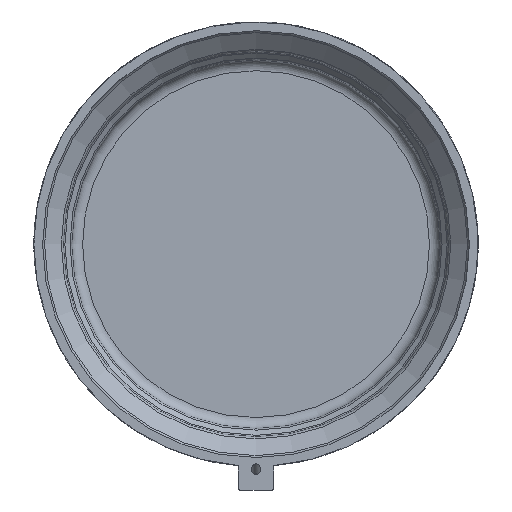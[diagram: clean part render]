
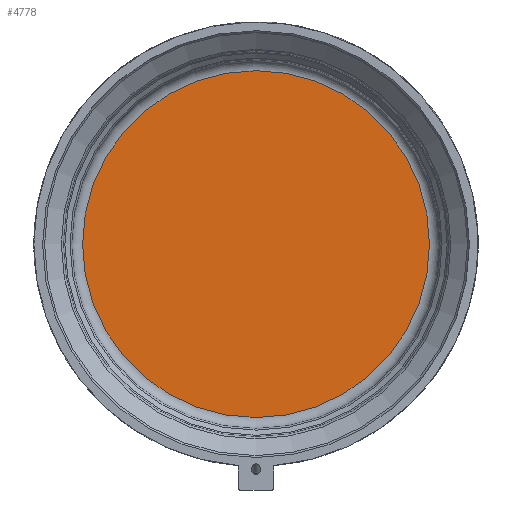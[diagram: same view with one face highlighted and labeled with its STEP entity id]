
A CAD part, front view. The second image highlights one B-rep face of the part: STEP entity #4778.
In plain terms, the highlighted planar face has unit normal (0, -1, 0).
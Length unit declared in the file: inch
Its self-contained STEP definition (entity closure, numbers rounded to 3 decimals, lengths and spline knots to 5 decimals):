
#292=PLANE('',#5420);
#611=FACE_OUTER_BOUND('',#933,.T.);
#933=EDGE_LOOP('',(#4330,#4331));
#1806=CIRCLE('',#5418,1.975);
#1807=CIRCLE('',#5419,1.975);
#2200=VERTEX_POINT('',#10774);
#2201=VERTEX_POINT('',#10776);
#2910=EDGE_CURVE('',#2200,#2201,#1806,.T.);
#2911=EDGE_CURVE('',#2201,#2200,#1807,.T.);
#4330=ORIENTED_EDGE('',*,*,#2911,.F.);
#4331=ORIENTED_EDGE('',*,*,#2910,.F.);
#4778=ADVANCED_FACE('',(#611),#292,.T.);
#5418=AXIS2_PLACEMENT_3D('',#10777,#6909,#6910);
#5419=AXIS2_PLACEMENT_3D('',#10778,#6911,#6912);
#5420=AXIS2_PLACEMENT_3D('',#10779,#6913,#6914);
#6909=DIRECTION('center_axis',(0.,1.,0.));
#6910=DIRECTION('ref_axis',(-1.,0.,0.));
#6911=DIRECTION('center_axis',(0.,1.,0.));
#6912=DIRECTION('ref_axis',(-1.,0.,0.));
#6913=DIRECTION('center_axis',(0.,-1.,0.));
#6914=DIRECTION('ref_axis',(0.,0.,-1.));
#10774=CARTESIAN_POINT('',(0.,2.175,1.975));
#10776=CARTESIAN_POINT('',(1.975,2.175,0.));
#10777=CARTESIAN_POINT('Origin',(0.,2.175,0.));
#10778=CARTESIAN_POINT('Origin',(0.,2.175,0.));
#10779=CARTESIAN_POINT('Origin',(0.,2.175,0.));
